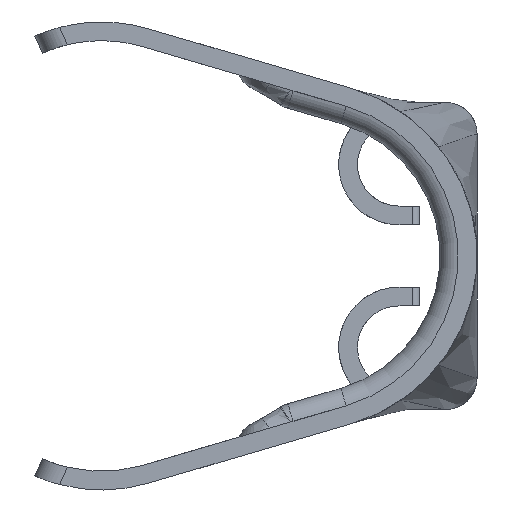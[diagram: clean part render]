
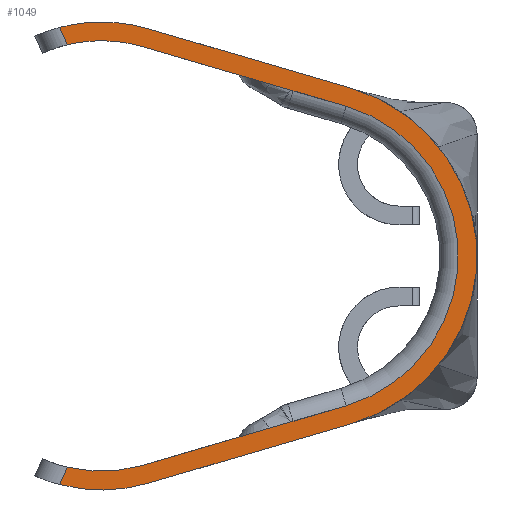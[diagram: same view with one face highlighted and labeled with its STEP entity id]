
A CAD part, left-side view. The second image highlights one B-rep face of the part: STEP entity #1049.
In plain terms, the highlighted planar face has unit normal (-1, 0, 0).
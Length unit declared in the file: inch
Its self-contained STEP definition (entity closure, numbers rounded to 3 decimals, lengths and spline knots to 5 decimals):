
#41 = DIRECTION ( 'NONE',  ( 0., 0., 1. ) ) ;
#56 = ORIENTED_EDGE ( 'NONE', *, *, #8722, .F. ) ;
#95 = DIRECTION ( 'NONE',  ( 0., 0., -1. ) ) ;
#113 = VERTEX_POINT ( 'NONE', #5785 ) ;
#123 = CARTESIAN_POINT ( 'NONE',  ( -0.98, 0.30455, 0.21862 ) ) ;
#268 = CARTESIAN_POINT ( 'NONE',  ( -0.98, 0.38194, -0.20307 ) ) ;
#398 = EDGE_CURVE ( 'NONE', #6877, #4985, #3848, .T. ) ;
#399 = LINE ( 'NONE', #3341, #2210 ) ;
#447 = DIRECTION ( 'NONE',  ( 1., 0., 0. ) ) ;
#478 = DIRECTION ( 'NONE',  ( 1., 0., 0. ) ) ;
#616 = AXIS2_PLACEMENT_3D ( 'NONE', #8487, #1864, #4821 ) ;
#716 = ORIENTED_EDGE ( 'NONE', *, *, #8075, .F. ) ;
#721 = AXIS2_PLACEMENT_3D ( 'NONE', #7060, #447, #3387 ) ;
#740 = DIRECTION ( 'NONE',  ( 0., 0.405, -0.914 ) ) ;
#774 = LINE ( 'NONE', #3713, #5860 ) ;
#846 = VERTEX_POINT ( 'NONE', #7988 ) ;
#859 = EDGE_CURVE ( 'NONE', #7857, #8728, #1367, .T. ) ;
#902 = CIRCLE ( 'NONE', #5074, 0.14 ) ;
#964 = CARTESIAN_POINT ( 'NONE',  ( -0.98, 0.1138, 0.14394 ) ) ;
#1049 = ADVANCED_FACE ( 'NONE', ( #1166 ), #4106, .F. ) ;
#1140 = DIRECTION ( 'NONE',  ( -1., 0., 0. ) ) ;
#1158 = CIRCLE ( 'NONE', #2383, 0.158 ) ;
#1166 = FACE_OUTER_BOUND ( 'NONE', #7454, .T. ) ;
#1168 = VERTEX_POINT ( 'NONE', #7389 ) ;
#1209 = VECTOR ( 'NONE', #5436, 39.37008 ) ;
#1234 = EDGE_CURVE ( 'NONE', #1883, #7857, #7051, .T. ) ;
#1367 = LINE ( 'NONE', #6537, #7668 ) ;
#1445 = VERTEX_POINT ( 'NONE', #2876 ) ;
#1553 = DIRECTION ( 'NONE',  ( 0., 0., 1. ) ) ;
#1594 = ORIENTED_EDGE ( 'NONE', *, *, #7401, .T. ) ;
#1636 = AXIS2_PLACEMENT_3D ( 'NONE', #3266, #6212, #9154 ) ;
#1864 = DIRECTION ( 'NONE',  ( 1., 0., 0. ) ) ;
#1883 = VERTEX_POINT ( 'NONE', #7511 ) ;
#1928 = VERTEX_POINT ( 'NONE', #268 ) ;
#2000 = DIRECTION ( 'NONE',  ( 0., -0.405, -0.914 ) ) ;
#2039 = ORIENTED_EDGE ( 'NONE', *, *, #3509, .T. ) ;
#2167 = EDGE_CURVE ( 'NONE', #8731, #7506, #902, .T. ) ;
#2187 = LINE ( 'NONE', #7357, #2352 ) ;
#2210 = VECTOR ( 'NONE', #6292, 39.37008 ) ;
#2314 = CARTESIAN_POINT ( 'NONE',  ( -0.98, 0.30961, 0.20135 ) ) ;
#2352 = VECTOR ( 'NONE', #740, 39.37008 ) ;
#2383 = AXIS2_PLACEMENT_3D ( 'NONE', #6201, #9143, #2529 ) ;
#2403 = EDGE_CURVE ( 'NONE', #846, #1883, #774, .T. ) ;
#2454 = CIRCLE ( 'NONE', #7862, 0.158 ) ;
#2488 = CARTESIAN_POINT ( 'NONE',  ( -0.98, 0.10874, -0.16122 ) ) ;
#2529 = DIRECTION ( 'NONE',  ( 0., 0., 1. ) ) ;
#2612 = CIRCLE ( 'NONE', #8023, 0.158 ) ;
#2684 = ORIENTED_EDGE ( 'NONE', *, *, #9126, .F. ) ;
#2807 = EDGE_CURVE ( 'NONE', #4985, #113, #9105, .T. ) ;
#2876 = CARTESIAN_POINT ( 'NONE',  ( -0.98, 0.38934, 0.21976 ) ) ;
#3004 = CARTESIAN_POINT ( 'NONE',  ( -0.98, 0.349, 0.067 ) ) ;
#3266 = CARTESIAN_POINT ( 'NONE',  ( -0.98, 0.156, 0. ) ) ;
#3341 = CARTESIAN_POINT ( 'NONE',  ( -0.98, 0.10874, 0.16122 ) ) ;
#3387 = DIRECTION ( 'NONE',  ( 0., 0., -1. ) ) ;
#3418 = DIRECTION ( 'NONE',  ( 0., 0., 1. ) ) ;
#3509 = EDGE_CURVE ( 'NONE', #1445, #7506, #5667, .T. ) ;
#3713 = CARTESIAN_POINT ( 'NONE',  ( -0.98, 0.1138, -0.14394 ) ) ;
#3766 = CARTESIAN_POINT ( 'NONE',  ( -0.98, 0.349, -0.067 ) ) ;
#3848 = CIRCLE ( 'NONE', #616, 0.168 ) ;
#4078 = DIRECTION ( 'NONE',  ( 0., 0., -1. ) ) ;
#4106 = PLANE ( 'NONE',  #721 ) ;
#4255 = ORIENTED_EDGE ( 'NONE', *, *, #2403, .F. ) ;
#4434 = CARTESIAN_POINT ( 'NONE',  ( -0.98, 0.349, 0.067 ) ) ;
#4463 = ORIENTED_EDGE ( 'NONE', *, *, #859, .F. ) ;
#4625 = CARTESIAN_POINT ( 'NONE',  ( -0.98, 0.349, 0.225 ) ) ;
#4719 = ORIENTED_EDGE ( 'NONE', *, *, #6405, .F. ) ;
#4821 = DIRECTION ( 'NONE',  ( 0., 0., -1. ) ) ;
#4963 = ORIENTED_EDGE ( 'NONE', *, *, #8421, .F. ) ;
#4985 = VERTEX_POINT ( 'NONE', #5676 ) ;
#5074 = AXIS2_PLACEMENT_3D ( 'NONE', #3004, #8173, #1553 ) ;
#5267 = CARTESIAN_POINT ( 'NONE',  ( -0.98, 0.349, 0.207 ) ) ;
#5297 = VERTEX_POINT ( 'NONE', #4625 ) ;
#5422 = CARTESIAN_POINT ( 'NONE',  ( -0.98, 0.38194, 0.20307 ) ) ;
#5436 = DIRECTION ( 'NONE',  ( 0., 0.96, -0.281 ) ) ;
#5636 = ORIENTED_EDGE ( 'NONE', *, *, #2807, .F. ) ;
#5667 = LINE ( 'NONE', #8618, #6116 ) ;
#5676 = CARTESIAN_POINT ( 'NONE',  ( -0.98, 0.10874, -0.16122 ) ) ;
#5695 = AXIS2_PLACEMENT_3D ( 'NONE', #7757, #1140, #4078 ) ;
#5785 = CARTESIAN_POINT ( 'NONE',  ( -0.98, 0.30455, -0.21862 ) ) ;
#5795 = ORIENTED_EDGE ( 'NONE', *, *, #2167, .F. ) ;
#5860 = VECTOR ( 'NONE', #6664, 39.37008 ) ;
#6116 = VECTOR ( 'NONE', #2000, 39.37008 ) ;
#6201 = CARTESIAN_POINT ( 'NONE',  ( -0.98, 0.349, 0.067 ) ) ;
#6212 = DIRECTION ( 'NONE',  ( -1., 0., 0. ) ) ;
#6264 = VERTEX_POINT ( 'NONE', #123 ) ;
#6292 = DIRECTION ( 'NONE',  ( 0., -0.96, -0.281 ) ) ;
#6405 = EDGE_CURVE ( 'NONE', #1928, #846, #9399, .T. ) ;
#6537 = CARTESIAN_POINT ( 'NONE',  ( -0.98, 0.1138, 0.14394 ) ) ;
#6658 = DIRECTION ( 'NONE',  ( -1., 0., 0. ) ) ;
#6664 = DIRECTION ( 'NONE',  ( 0., -0.96, 0.281 ) ) ;
#6714 = DIRECTION ( 'NONE',  ( 1., 0., 0. ) ) ;
#6877 = VERTEX_POINT ( 'NONE', #9028 ) ;
#7051 = CIRCLE ( 'NONE', #1636, 0.15 ) ;
#7060 = CARTESIAN_POINT ( 'NONE',  ( -0.98, 0.156, 0. ) ) ;
#7095 = CARTESIAN_POINT ( 'NONE',  ( -0.98, 0.349, 0.067 ) ) ;
#7357 = CARTESIAN_POINT ( 'NONE',  ( -0.98, 0.26966, 0.05036 ) ) ;
#7389 = CARTESIAN_POINT ( 'NONE',  ( -0.98, 0.38934, -0.21976 ) ) ;
#7401 = EDGE_CURVE ( 'NONE', #1928, #1168, #2187, .T. ) ;
#7454 = EDGE_LOOP ( 'NONE', ( #2684, #2039, #5795, #716, #4463, #8746, #4255, #4719, #1594, #56, #5636, #7917, #9489, #4963 ) ) ;
#7506 = VERTEX_POINT ( 'NONE', #5422 ) ;
#7511 = CARTESIAN_POINT ( 'NONE',  ( -0.98, 0.1138, -0.14394 ) ) ;
#7581 = EDGE_CURVE ( 'NONE', #6264, #6877, #399, .T. ) ;
#7668 = VECTOR ( 'NONE', #9474, 39.37008 ) ;
#7757 = CARTESIAN_POINT ( 'NONE',  ( -0.98, 0.349, -0.067 ) ) ;
#7857 = VERTEX_POINT ( 'NONE', #964 ) ;
#7862 = AXIS2_PLACEMENT_3D ( 'NONE', #3766, #6714, #95 ) ;
#7917 = ORIENTED_EDGE ( 'NONE', *, *, #398, .F. ) ;
#7942 = AXIS2_PLACEMENT_3D ( 'NONE', #4434, #6658, #41 ) ;
#7988 = CARTESIAN_POINT ( 'NONE',  ( -0.98, 0.30961, -0.20135 ) ) ;
#8023 = AXIS2_PLACEMENT_3D ( 'NONE', #7095, #478, #3418 ) ;
#8075 = EDGE_CURVE ( 'NONE', #8728, #8731, #8094, .T. ) ;
#8094 = CIRCLE ( 'NONE', #7942, 0.14 ) ;
#8173 = DIRECTION ( 'NONE',  ( -1., 0., 0. ) ) ;
#8421 = EDGE_CURVE ( 'NONE', #5297, #6264, #1158, .T. ) ;
#8487 = CARTESIAN_POINT ( 'NONE',  ( -0.98, 0.156, 0. ) ) ;
#8618 = CARTESIAN_POINT ( 'NONE',  ( -0.98, 0.26966, -0.05036 ) ) ;
#8722 = EDGE_CURVE ( 'NONE', #113, #1168, #2454, .T. ) ;
#8728 = VERTEX_POINT ( 'NONE', #2314 ) ;
#8731 = VERTEX_POINT ( 'NONE', #5267 ) ;
#8746 = ORIENTED_EDGE ( 'NONE', *, *, #1234, .F. ) ;
#9028 = CARTESIAN_POINT ( 'NONE',  ( -0.98, 0.10874, 0.16122 ) ) ;
#9105 = LINE ( 'NONE', #2488, #1209 ) ;
#9126 = EDGE_CURVE ( 'NONE', #1445, #5297, #2612, .T. ) ;
#9143 = DIRECTION ( 'NONE',  ( 1., 0., 0. ) ) ;
#9154 = DIRECTION ( 'NONE',  ( 0., 0., -1. ) ) ;
#9399 = CIRCLE ( 'NONE', #5695, 0.14 ) ;
#9474 = DIRECTION ( 'NONE',  ( 0., 0.96, 0.281 ) ) ;
#9489 = ORIENTED_EDGE ( 'NONE', *, *, #7581, .F. ) ;
